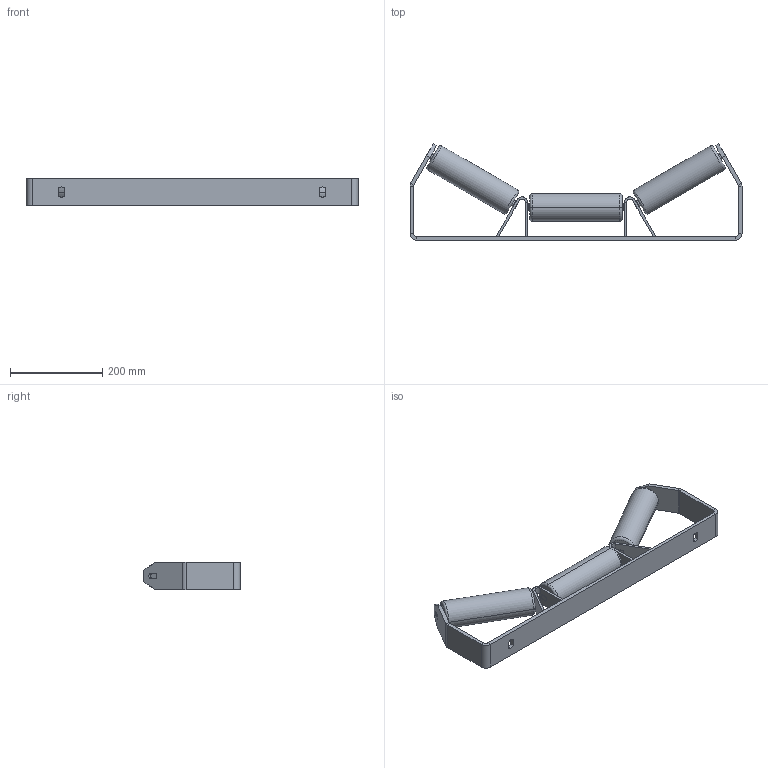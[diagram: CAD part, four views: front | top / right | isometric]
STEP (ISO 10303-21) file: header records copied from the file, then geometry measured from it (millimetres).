
FILE_DESCRIPTION (( 'STEP AP214' ), '1' );
FILE_NAME ('Support SNBA 53301 E71 8 B500 30° sans pincement .step', '2020-02-19T16:36:51', ( '' ), ( '' ), 'SwSTEP 2.0', 'SolidWorks 2019', '' );
FILE_SCHEMA (( 'AUTOMOTIVE_DESIGN' ));
Length unit declared in the file: millimetre
Products named in the file (1): Support SNBA 53301 E71 8 B500 30° sans pincement 
Bounding box: 720 x 209.01 x 60 mm (x, y, z)
Volume: 1107891.1 mm3; surface area: 453120.1 mm2
Topology: 6 solids, 9 shells, 282 faces, 693 edges, 442 vertices
Faces by surface type: plane 187, cylinder 66, bspline 17, torus 12
Entity records: 8448 total; most frequent: CARTESIAN_POINT 1639, ORIENTED_EDGE 1386, DIRECTION 1371, EDGE_CURVE 693, VECTOR 479, LINE 479, AXIS2_PLACEMENT_3D 446, VERTEX_POINT 442
